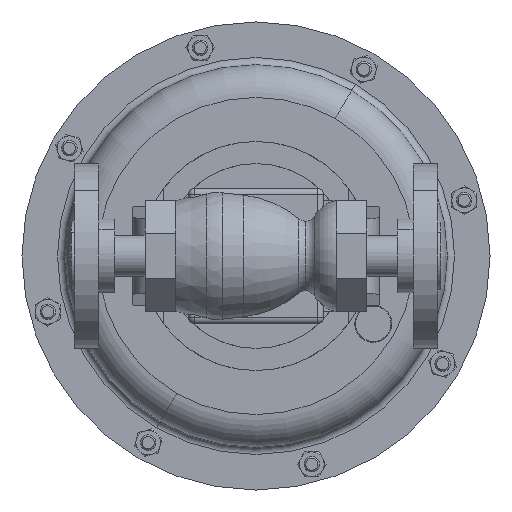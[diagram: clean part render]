
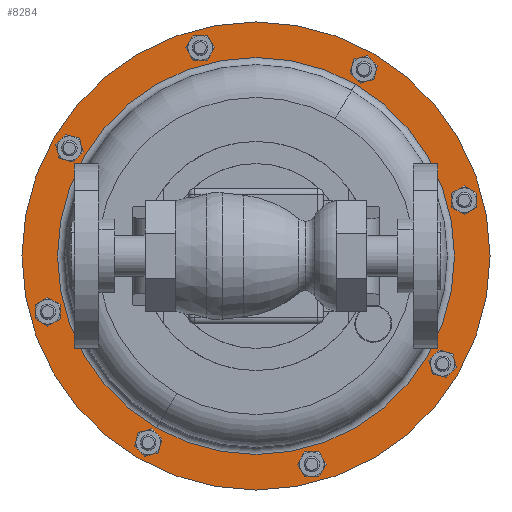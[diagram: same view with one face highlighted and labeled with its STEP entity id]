
A CAD part, front view. The second image highlights one B-rep face of the part: STEP entity #8284.
In plain terms, the highlighted planar face has unit normal (0, -1, 0).
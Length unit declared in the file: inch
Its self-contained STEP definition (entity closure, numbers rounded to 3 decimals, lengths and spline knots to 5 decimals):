
#19 = AXIS2_PLACEMENT_3D ( 'NONE', #6302, #17180, #7876 ) ;
#912 = VERTEX_POINT ( 'NONE', #1501 ) ;
#1366 = DIRECTION ( 'NONE',  ( -0.5, 0., -0.866 ) ) ;
#1501 = CARTESIAN_POINT ( 'NONE',  ( -2.0145, 8.835, -3.48922 ) ) ;
#2305 = FACE_BOUND ( 'NONE', #18813, .T. ) ;
#3193 = EDGE_CURVE ( 'NONE', #8505, #912, #14719, .T. ) ;
#4543 = AXIS2_PLACEMENT_3D ( 'NONE', #14773, #5471, #16336 ) ;
#5043 = VERTEX_POINT ( 'NONE', #11011 ) ;
#5471 = DIRECTION ( 'NONE',  ( 0., 1., 0. ) ) ;
#6302 = CARTESIAN_POINT ( 'NONE',  ( 0., 8.835, 0. ) ) ;
#7546 = CARTESIAN_POINT ( 'NONE',  ( 4.11362, 8.835, -2.375 ) ) ;
#7689 = CARTESIAN_POINT ( 'NONE',  ( 0., 8.835, 0. ) ) ;
#7876 = DIRECTION ( 'NONE',  ( 0.5, 0., 0.866 ) ) ;
#8112 = EDGE_CURVE ( 'NONE', #5043, #15859, #17619, .T. ) ;
#8148 = DIRECTION ( 'NONE',  ( 0., 1., 0. ) ) ;
#8284 = ADVANCED_FACE ( 'NONE', ( #2305, #18334 ), #15314, .T. ) ;
#8350 = AXIS2_PLACEMENT_3D ( 'NONE', #17445, #8148, #19008 ) ;
#8505 = VERTEX_POINT ( 'NONE', #12905 ) ;
#9255 = DIRECTION ( 'NONE',  ( 0.5, 0., 0.866 ) ) ;
#10679 = DIRECTION ( 'NONE',  ( 0., -1., 0. ) ) ;
#10687 = EDGE_CURVE ( 'NONE', #15859, #5043, #18038, .T. ) ;
#10803 = EDGE_CURVE ( 'NONE', #912, #8505, #19719, .T. ) ;
#11011 = CARTESIAN_POINT ( 'NONE',  ( -2.375, 8.835, -4.11362 ) ) ;
#12905 = CARTESIAN_POINT ( 'NONE',  ( 2.0145, 8.835, 3.48922 ) ) ;
#14719 = CIRCLE ( 'NONE', #18437, 4.029 ) ;
#14773 = CARTESIAN_POINT ( 'NONE',  ( 0., 8.835, 0. ) ) ;
#15233 = ORIENTED_EDGE ( 'NONE', *, *, #10687, .F. ) ;
#15314 = PLANE ( 'NONE',  #20139 ) ;
#15830 = ORIENTED_EDGE ( 'NONE', *, *, #8112, .F. ) ;
#15859 = VERTEX_POINT ( 'NONE', #16496 ) ;
#16336 = DIRECTION ( 'NONE',  ( 0.5, 0., 0.866 ) ) ;
#16496 = CARTESIAN_POINT ( 'NONE',  ( 2.375, 8.835, 4.11362 ) ) ;
#16837 = EDGE_LOOP ( 'NONE', ( #15233, #15830 ) ) ;
#16870 = ORIENTED_EDGE ( 'NONE', *, *, #3193, .T. ) ;
#17180 = DIRECTION ( 'NONE',  ( 0., 1., 0. ) ) ;
#17445 = CARTESIAN_POINT ( 'NONE',  ( 0., 8.835, 0. ) ) ;
#17619 = CIRCLE ( 'NONE', #4543, 4.75 ) ;
#18038 = CIRCLE ( 'NONE', #19, 4.75 ) ;
#18189 = ORIENTED_EDGE ( 'NONE', *, *, #10803, .T. ) ;
#18334 = FACE_OUTER_BOUND ( 'NONE', #16837, .T. ) ;
#18437 = AXIS2_PLACEMENT_3D ( 'NONE', #7689, #18564, #9255 ) ;
#18564 = DIRECTION ( 'NONE',  ( 0., 1., 0. ) ) ;
#18813 = EDGE_LOOP ( 'NONE', ( #16870, #18189 ) ) ;
#19008 = DIRECTION ( 'NONE',  ( 0.5, 0., 0.866 ) ) ;
#19719 = CIRCLE ( 'NONE', #8350, 4.029 ) ;
#20139 = AXIS2_PLACEMENT_3D ( 'NONE', #7546, #10679, #1366 ) ;
